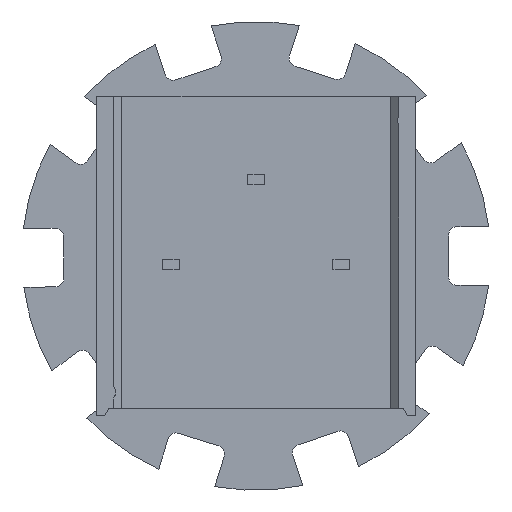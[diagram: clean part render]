
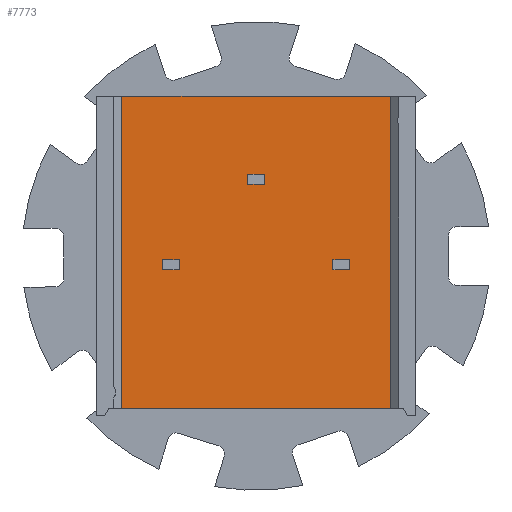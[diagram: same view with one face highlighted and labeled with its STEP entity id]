
A CAD part, front view. The second image highlights one B-rep face of the part: STEP entity #7773.
In plain terms, the highlighted planar face has unit normal (0, -1, 0).
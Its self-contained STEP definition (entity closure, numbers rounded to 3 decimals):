
#165=LINE('',#9869,#638);
#226=LINE('',#10301,#699);
#229=LINE('',#10309,#702);
#249=LINE('',#10367,#722);
#250=LINE('',#10370,#723);
#251=LINE('',#10372,#724);
#252=LINE('',#10374,#725);
#253=LINE('',#10375,#726);
#254=LINE('',#10376,#727);
#255=LINE('',#10379,#728);
#256=LINE('',#10381,#729);
#257=LINE('',#10383,#730);
#258=LINE('',#10384,#731);
#259=LINE('',#10387,#732);
#260=LINE('',#10389,#733);
#261=LINE('',#10391,#734);
#638=VECTOR('',#8471,1000.);
#699=VECTOR('',#8598,1000.);
#702=VECTOR('',#8605,1000.);
#722=VECTOR('',#8663,1000.);
#723=VECTOR('',#8664,1000.);
#724=VECTOR('',#8665,1000.);
#725=VECTOR('',#8666,1000.);
#726=VECTOR('',#8667,1000.);
#727=VECTOR('',#8668,1000.);
#728=VECTOR('',#8669,1000.);
#729=VECTOR('',#8670,1000.);
#730=VECTOR('',#8671,1000.);
#731=VECTOR('',#8672,1000.);
#732=VECTOR('',#8673,1000.);
#733=VECTOR('',#8674,1000.);
#734=VECTOR('',#8675,1000.);
#1330=ORIENTED_EDGE('',*,*,#3011,.F.);
#1331=ORIENTED_EDGE('',*,*,#3012,.F.);
#1332=ORIENTED_EDGE('',*,*,#3013,.F.);
#1333=ORIENTED_EDGE('',*,*,#3014,.F.);
#1334=ORIENTED_EDGE('',*,*,#2982,.T.);
#1335=ORIENTED_EDGE('',*,*,#2852,.T.);
#1336=ORIENTED_EDGE('',*,*,#2978,.F.);
#1337=ORIENTED_EDGE('',*,*,#3015,.F.);
#1338=ORIENTED_EDGE('',*,*,#3016,.F.);
#1339=ORIENTED_EDGE('',*,*,#3017,.F.);
#1340=ORIENTED_EDGE('',*,*,#3018,.F.);
#1341=ORIENTED_EDGE('',*,*,#3019,.F.);
#1342=ORIENTED_EDGE('',*,*,#3020,.F.);
#1343=ORIENTED_EDGE('',*,*,#3021,.F.);
#1344=ORIENTED_EDGE('',*,*,#3022,.F.);
#1345=ORIENTED_EDGE('',*,*,#3023,.F.);
#2852=EDGE_CURVE('',#3698,#3699,#165,.T.);
#2978=EDGE_CURVE('',#3823,#3699,#226,.T.);
#2982=EDGE_CURVE('',#3827,#3698,#229,.T.);
#3011=EDGE_CURVE('',#3846,#3847,#249,.T.);
#3012=EDGE_CURVE('',#3848,#3846,#250,.T.);
#3013=EDGE_CURVE('',#3849,#3848,#251,.T.);
#3014=EDGE_CURVE('',#3847,#3849,#252,.T.);
#3015=EDGE_CURVE('',#3827,#3823,#253,.T.);
#3016=EDGE_CURVE('',#3850,#3851,#254,.T.);
#3017=EDGE_CURVE('',#3852,#3850,#255,.T.);
#3018=EDGE_CURVE('',#3853,#3852,#256,.T.);
#3019=EDGE_CURVE('',#3851,#3853,#257,.T.);
#3020=EDGE_CURVE('',#3854,#3855,#258,.T.);
#3021=EDGE_CURVE('',#3856,#3854,#259,.T.);
#3022=EDGE_CURVE('',#3857,#3856,#260,.T.);
#3023=EDGE_CURVE('',#3855,#3857,#261,.T.);
#3698=VERTEX_POINT('',#9870);
#3699=VERTEX_POINT('',#9871);
#3823=VERTEX_POINT('',#10300);
#3827=VERTEX_POINT('',#10310);
#3846=VERTEX_POINT('',#10368);
#3847=VERTEX_POINT('',#10369);
#3848=VERTEX_POINT('',#10371);
#3849=VERTEX_POINT('',#10373);
#3850=VERTEX_POINT('',#10377);
#3851=VERTEX_POINT('',#10378);
#3852=VERTEX_POINT('',#10380);
#3853=VERTEX_POINT('',#10382);
#3854=VERTEX_POINT('',#10385);
#3855=VERTEX_POINT('',#10386);
#3856=VERTEX_POINT('',#10388);
#3857=VERTEX_POINT('',#10390);
#4536=EDGE_LOOP('',(#1330,#1331,#1332,#1333));
#4537=EDGE_LOOP('',(#1334,#1335,#1336,#1337));
#4538=EDGE_LOOP('',(#1338,#1339,#1340,#1341));
#4539=EDGE_LOOP('',(#1342,#1343,#1344,#1345));
#4901=FACE_BOUND('',#4536,.T.);
#4902=FACE_BOUND('',#4537,.T.);
#4903=FACE_BOUND('',#4538,.T.);
#4904=FACE_BOUND('',#4539,.T.);
#5240=PLANE('',#8142);
#7773=ADVANCED_FACE('',(#4901,#4902,#4903,#4904),#5240,.F.);
#8142=AXIS2_PLACEMENT_3D('',#10366,#8661,#8662);
#8471=DIRECTION('',(-1.,0.,0.));
#8598=DIRECTION('',(0.,0.,1.));
#8605=DIRECTION('',(0.,0.,1.));
#8661=DIRECTION('',(0.,1.,0.));
#8662=DIRECTION('',(-1.,0.,0.));
#8663=DIRECTION('',(0.,0.,-1.));
#8664=DIRECTION('',(-1.,0.,0.));
#8665=DIRECTION('',(0.,0.,1.));
#8666=DIRECTION('',(1.,0.,0.));
#8667=DIRECTION('',(-1.,0.,0.));
#8668=DIRECTION('',(0.,0.,-1.));
#8669=DIRECTION('',(-1.,0.,0.));
#8670=DIRECTION('',(0.,0.,1.));
#8671=DIRECTION('',(1.,0.,0.));
#8672=DIRECTION('',(0.,0.,-1.));
#8673=DIRECTION('',(-1.,0.,0.));
#8674=DIRECTION('',(0.,0.,1.));
#8675=DIRECTION('',(1.,0.,0.));
#9869=CARTESIAN_POINT('',(4.,-4.58,4.76));
#9870=CARTESIAN_POINT('',(4.,-4.58,4.76));
#9871=CARTESIAN_POINT('',(-4.,-4.58,4.76));
#10300=CARTESIAN_POINT('',(-4.,-4.58,-4.543));
#10301=CARTESIAN_POINT('',(-4.,-4.58,-45.24));
#10309=CARTESIAN_POINT('',(4.,-4.58,-45.24));
#10310=CARTESIAN_POINT('',(4.,-4.58,-4.543));
#10366=CARTESIAN_POINT('',(4.,-4.58,-45.24));
#10367=CARTESIAN_POINT('',(2.29,-4.58,-0.11));
#10368=CARTESIAN_POINT('',(2.29,-4.58,-0.11));
#10369=CARTESIAN_POINT('',(2.29,-4.58,-0.41));
#10370=CARTESIAN_POINT('',(2.79,-4.58,-0.11));
#10371=CARTESIAN_POINT('',(2.79,-4.58,-0.11));
#10372=CARTESIAN_POINT('',(2.79,-4.58,-0.41));
#10373=CARTESIAN_POINT('',(2.79,-4.58,-0.41));
#10374=CARTESIAN_POINT('',(2.29,-4.58,-0.41));
#10375=CARTESIAN_POINT('',(4.385,-4.58,-4.543));
#10376=CARTESIAN_POINT('',(-0.25,-4.58,2.43));
#10377=CARTESIAN_POINT('',(-0.25,-4.58,2.43));
#10378=CARTESIAN_POINT('',(-0.25,-4.58,2.13));
#10379=CARTESIAN_POINT('',(0.25,-4.58,2.43));
#10380=CARTESIAN_POINT('',(0.25,-4.58,2.43));
#10381=CARTESIAN_POINT('',(0.25,-4.58,2.13));
#10382=CARTESIAN_POINT('',(0.25,-4.58,2.13));
#10383=CARTESIAN_POINT('',(-0.25,-4.58,2.13));
#10384=CARTESIAN_POINT('',(-2.79,-4.58,-0.11));
#10385=CARTESIAN_POINT('',(-2.79,-4.58,-0.11));
#10386=CARTESIAN_POINT('',(-2.79,-4.58,-0.41));
#10387=CARTESIAN_POINT('',(-2.29,-4.58,-0.11));
#10388=CARTESIAN_POINT('',(-2.29,-4.58,-0.11));
#10389=CARTESIAN_POINT('',(-2.29,-4.58,-0.41));
#10390=CARTESIAN_POINT('',(-2.29,-4.58,-0.41));
#10391=CARTESIAN_POINT('',(-2.79,-4.58,-0.41));
